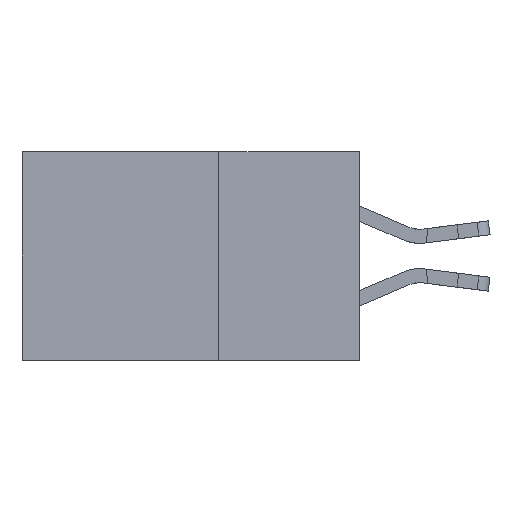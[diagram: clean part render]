
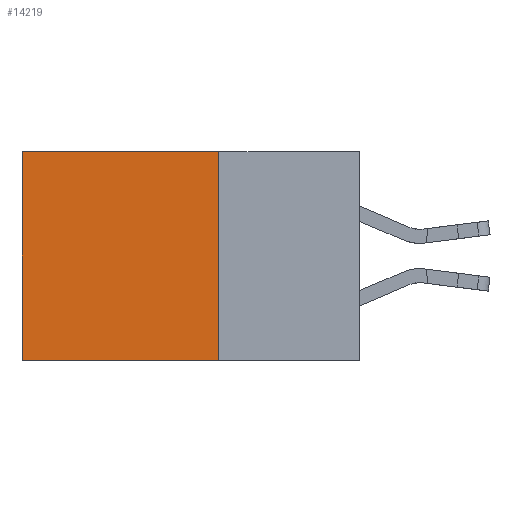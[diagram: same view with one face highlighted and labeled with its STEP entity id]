
A CAD part, left-side view. The second image highlights one B-rep face of the part: STEP entity #14219.
In plain terms, the highlighted planar face has unit normal (-1, 0, 0).
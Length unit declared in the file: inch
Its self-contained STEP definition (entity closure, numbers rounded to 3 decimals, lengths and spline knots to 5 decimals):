
#577 = ORIENTED_EDGE ( 'NONE', *, *, #11945, .F. ) ;
#584 = VECTOR ( 'NONE', #18815, 39.37008 ) ;
#1423 = EDGE_CURVE ( 'NONE', #6857, #13671, #23614, .T. ) ;
#4293 = AXIS2_PLACEMENT_3D ( 'NONE', #27514, #14826, #25162 ) ;
#4691 = LINE ( 'NONE', #11373, #13368 ) ;
#5367 = CARTESIAN_POINT ( 'NONE',  ( 0.2875, 0.6, -0.37 ) ) ;
#5611 = ORIENTED_EDGE ( 'NONE', *, *, #18089, .T. ) ;
#6857 = VERTEX_POINT ( 'NONE', #7300 ) ;
#7300 = CARTESIAN_POINT ( 'NONE',  ( 0.2875, 0.25, -0.37 ) ) ;
#8620 = VERTEX_POINT ( 'NONE', #14789 ) ;
#9899 = EDGE_CURVE ( 'NONE', #19559, #13671, #10358, .T. ) ;
#10358 = LINE ( 'NONE', #15947, #18320 ) ;
#11373 = CARTESIAN_POINT ( 'NONE',  ( 0.2875, 0.25, 0. ) ) ;
#11678 = PLANE ( 'NONE',  #4293 ) ;
#11945 = EDGE_CURVE ( 'NONE', #8620, #6857, #4691, .T. ) ;
#12107 = VECTOR ( 'NONE', #22095, 39.37008 ) ;
#13368 = VECTOR ( 'NONE', #23885, 39.37008 ) ;
#13671 = VERTEX_POINT ( 'NONE', #5367 ) ;
#14219 = ADVANCED_FACE ( 'NONE', ( #17195 ), #11678, .F. ) ;
#14789 = CARTESIAN_POINT ( 'NONE',  ( 0.2875, 0.25, 0. ) ) ;
#14826 = DIRECTION ( 'NONE',  ( 1., 0., 0. ) ) ;
#15947 = CARTESIAN_POINT ( 'NONE',  ( 0.2875, 0.6, 0. ) ) ;
#17195 = FACE_OUTER_BOUND ( 'NONE', #21907, .T. ) ;
#17198 = ORIENTED_EDGE ( 'NONE', *, *, #9899, .T. ) ;
#18089 = EDGE_CURVE ( 'NONE', #8620, #19559, #19401, .T. ) ;
#18320 = VECTOR ( 'NONE', #19913, 39.37008 ) ;
#18370 = ORIENTED_EDGE ( 'NONE', *, *, #1423, .F. ) ;
#18815 = DIRECTION ( 'NONE',  ( 0., 1., 0. ) ) ;
#19401 = LINE ( 'NONE', #22261, #12107 ) ;
#19559 = VERTEX_POINT ( 'NONE', #25399 ) ;
#19913 = DIRECTION ( 'NONE',  ( 0., 0., -1. ) ) ;
#21907 = EDGE_LOOP ( 'NONE', ( #17198, #18370, #577, #5611 ) ) ;
#22095 = DIRECTION ( 'NONE',  ( 0., 1., 0. ) ) ;
#22261 = CARTESIAN_POINT ( 'NONE',  ( 0.2875, 0.25, 0. ) ) ;
#23614 = LINE ( 'NONE', #27263, #584 ) ;
#23885 = DIRECTION ( 'NONE',  ( 0., 0., -1. ) ) ;
#25162 = DIRECTION ( 'NONE',  ( 0., 0., -1. ) ) ;
#25399 = CARTESIAN_POINT ( 'NONE',  ( 0.2875, 0.6, 0. ) ) ;
#27263 = CARTESIAN_POINT ( 'NONE',  ( 0.2875, 0.25, -0.37 ) ) ;
#27514 = CARTESIAN_POINT ( 'NONE',  ( 0.2875, 0.25, 0. ) ) ;
